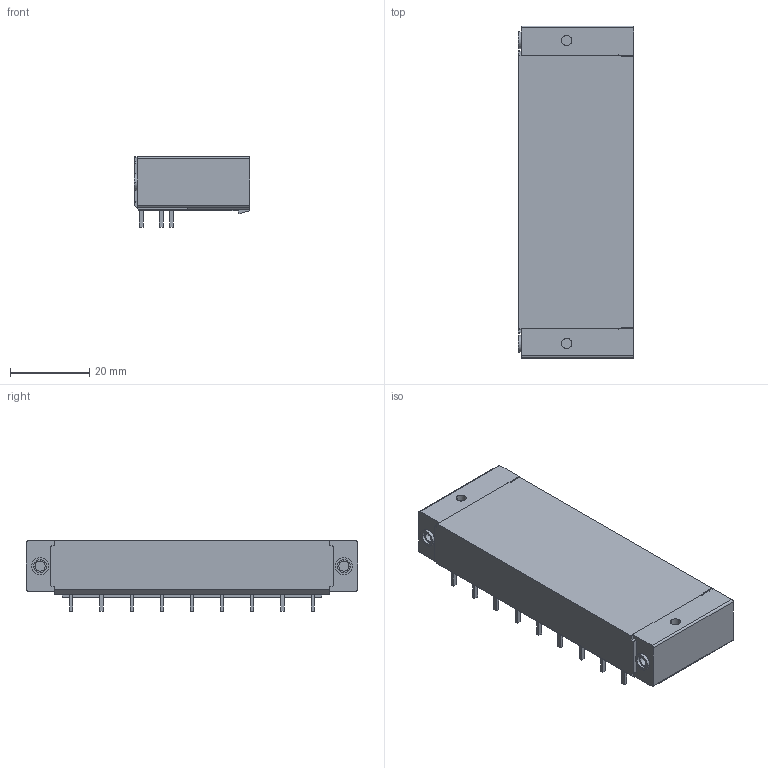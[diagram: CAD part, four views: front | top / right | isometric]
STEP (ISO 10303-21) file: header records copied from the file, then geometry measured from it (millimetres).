
FILE_DESCRIPTION((''),'2;1');
FILE_NAME('TLPHW-501RL','2024-09-12T14:03:29',('sheji'),(''),'CREO PARAMETRIC BY PTC INC, 2018100','CREO PARAMETRIC BY PTC INC, 2018100','');
FILE_SCHEMA(('CONFIG_CONTROL_DESIGN'));
Length unit declared in the file: millimetre
Products named in the file (1): TLPHW-501RL
Bounding box: 29.25 x 83.82 x 17.77 mm (x, y, z)
Volume: 22158.2 mm3; surface area: 16216.4 mm2
Topology: 1 solids, 1 shells, 822 faces, 2269 edges, 1502 vertices
Faces by surface type: plane 619, cylinder 201, cone 2
Entity records: 26040 total; most frequent: CARTESIAN_POINT 4642, ORIENTED_EDGE 4538, DIRECTION 4299, EDGE_CURVE 2269, VECTOR 1863, LINE 1863, VERTEX_POINT 1502, AXIS2_PLACEMENT_3D 1218
